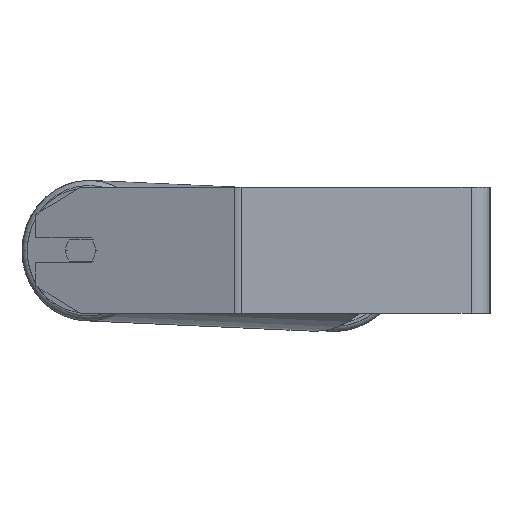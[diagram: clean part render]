
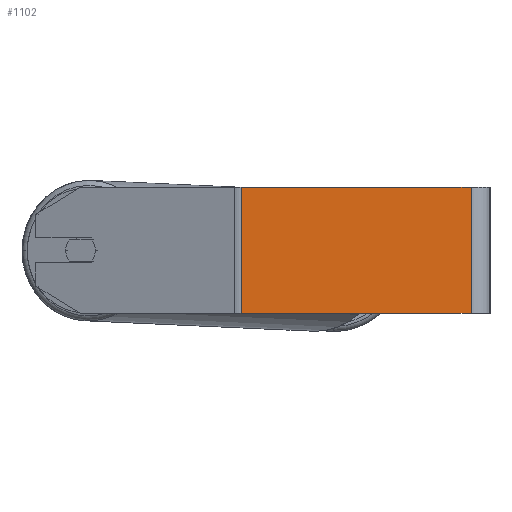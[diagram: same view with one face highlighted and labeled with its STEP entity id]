
A CAD part, left-side view. The second image highlights one B-rep face of the part: STEP entity #1102.
In plain terms, the highlighted planar face has unit normal (-1, 0, 0).
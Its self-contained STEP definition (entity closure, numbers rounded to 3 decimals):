
#301 = CARTESIAN_POINT ( 'NONE',  ( -700., 159.688, -40. ) ) ;
#532 = VERTEX_POINT ( 'NONE', #4363 ) ;
#775 = EDGE_LOOP ( 'NONE', ( #7920, #4581, #6276, #2928 ) ) ;
#842 = CARTESIAN_POINT ( 'NONE',  ( -700., 159.688, 40. ) ) ;
#888 = CARTESIAN_POINT ( 'NONE',  ( -700., 157.572, 40. ) ) ;
#1048 = LINE ( 'NONE', #8621, #6850 ) ;
#1102 = ADVANCED_FACE ( 'NONE', ( #8232 ), #6901, .F. ) ;
#1158 = EDGE_CURVE ( 'NONE', #2065, #6215, #7705, .T. ) ;
#1435 = VECTOR ( 'NONE', #8360, 1000. ) ;
#2065 = VERTEX_POINT ( 'NONE', #5984 ) ;
#2135 = AXIS2_PLACEMENT_3D ( 'NONE', #842, #3540, #2863 ) ;
#2534 = DIRECTION ( 'NONE',  ( 0., -1., 0. ) ) ;
#2863 = DIRECTION ( 'NONE',  ( 0., 0., -1. ) ) ;
#2928 = ORIENTED_EDGE ( 'NONE', *, *, #6557, .T. ) ;
#3540 = DIRECTION ( 'NONE',  ( 1., 0., 0. ) ) ;
#3589 = DIRECTION ( 'NONE',  ( 0., 0., -1. ) ) ;
#3735 = CARTESIAN_POINT ( 'NONE',  ( -700., 12., -40. ) ) ;
#4363 = CARTESIAN_POINT ( 'NONE',  ( -700., 157.572, -40. ) ) ;
#4387 = LINE ( 'NONE', #888, #5886 ) ;
#4581 = ORIENTED_EDGE ( 'NONE', *, *, #1158, .F. ) ;
#5466 = VECTOR ( 'NONE', #5696, 1000. ) ;
#5696 = DIRECTION ( 'NONE',  ( 0., -1., 0. ) ) ;
#5886 = VECTOR ( 'NONE', #3589, 1000. ) ;
#5984 = CARTESIAN_POINT ( 'NONE',  ( -700., 12., 40. ) ) ;
#6215 = VERTEX_POINT ( 'NONE', #3735 ) ;
#6276 = ORIENTED_EDGE ( 'NONE', *, *, #7104, .F. ) ;
#6359 = LINE ( 'NONE', #301, #5466 ) ;
#6557 = EDGE_CURVE ( 'NONE', #7325, #532, #4387, .T. ) ;
#6569 = CARTESIAN_POINT ( 'NONE',  ( -700., 157.572, 40. ) ) ;
#6573 = CARTESIAN_POINT ( 'NONE',  ( -700., 12., 40. ) ) ;
#6850 = VECTOR ( 'NONE', #2534, 1000. ) ;
#6901 = PLANE ( 'NONE',  #2135 ) ;
#7104 = EDGE_CURVE ( 'NONE', #7325, #2065, #1048, .T. ) ;
#7325 = VERTEX_POINT ( 'NONE', #6569 ) ;
#7705 = LINE ( 'NONE', #6573, #1435 ) ;
#7920 = ORIENTED_EDGE ( 'NONE', *, *, #7980, .T. ) ;
#7980 = EDGE_CURVE ( 'NONE', #532, #6215, #6359, .T. ) ;
#8232 = FACE_OUTER_BOUND ( 'NONE', #775, .T. ) ;
#8360 = DIRECTION ( 'NONE',  ( 0., 0., -1. ) ) ;
#8621 = CARTESIAN_POINT ( 'NONE',  ( -700., 159.688, 40. ) ) ;
